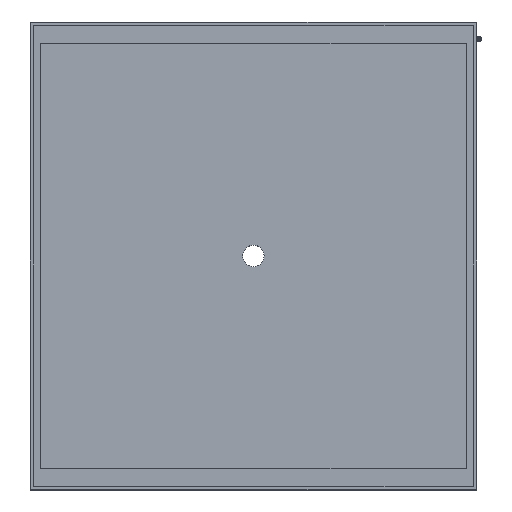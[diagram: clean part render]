
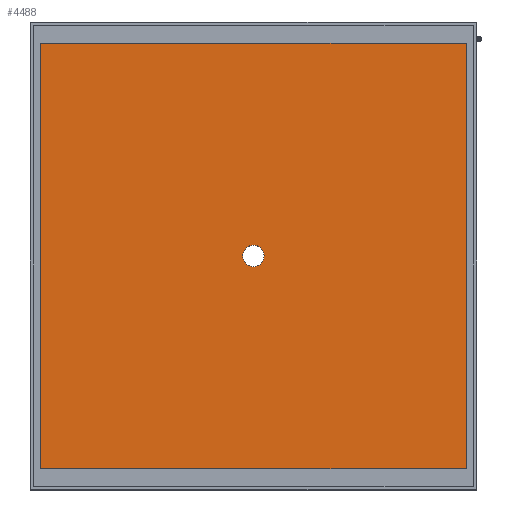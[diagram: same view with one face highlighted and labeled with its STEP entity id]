
A CAD part, top view. The second image highlights one B-rep face of the part: STEP entity #4488.
In plain terms, the highlighted planar face has unit normal (0, 0, 1).
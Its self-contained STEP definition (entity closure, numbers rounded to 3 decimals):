
#1883=CIRCLE('',#4226,20.);
#2007=ORIENTED_EDGE('',*,*,#2624,.T.);
#2008=ORIENTED_EDGE('',*,*,#2625,.T.);
#2009=ORIENTED_EDGE('',*,*,#2626,.T.);
#2010=ORIENTED_EDGE('',*,*,#2627,.T.);
#2011=ORIENTED_EDGE('',*,*,#2623,.F.);
#2320=VECTOR('',#3274,1.);
#2321=VECTOR('',#3275,1.);
#2322=VECTOR('',#3276,1.);
#2323=VECTOR('',#3277,1.);
#2384=LINE('',#3811,#2320);
#2385=LINE('',#3813,#2321);
#2386=LINE('',#3815,#2322);
#2387=LINE('',#3816,#2323);
#2461=VERTEX_POINT('',#3806);
#2462=VERTEX_POINT('',#3809);
#2463=VERTEX_POINT('',#3810);
#2464=VERTEX_POINT('',#3812);
#2465=VERTEX_POINT('',#3814);
#2623=EDGE_CURVE('',#2461,#2461,#1883,.T.);
#2624=EDGE_CURVE('',#2462,#2463,#2384,.T.);
#2625=EDGE_CURVE('',#2463,#2464,#2385,.T.);
#2626=EDGE_CURVE('',#2464,#2465,#2386,.T.);
#2627=EDGE_CURVE('',#2465,#2462,#2387,.T.);
#2788=EDGE_LOOP('',(#2007,#2008,#2009,#2010));
#2789=EDGE_LOOP('',(#2011));
#3004=FACE_BOUND('',#2788,.T.);
#3005=FACE_BOUND('',#2789,.T.);
#3270=DIRECTION('',(0.,0.,1.));
#3271=DIRECTION('',(0.,20.,0.));
#3272=DIRECTION('',(0.,0.,1.));
#3273=DIRECTION('',(0.,-1.,0.));
#3274=DIRECTION('',(-800.,0.,0.));
#3275=DIRECTION('',(0.,-800.,0.));
#3276=DIRECTION('',(800.,0.,0.));
#3277=DIRECTION('',(0.,800.,0.));
#3806=CARTESIAN_POINT('',(420.,460.,18.8));
#3807=CARTESIAN_POINT('',(420.,440.,18.8));
#3808=CARTESIAN_POINT('',(820.,840.,18.8));
#3809=CARTESIAN_POINT('',(820.,840.,18.8));
#3810=CARTESIAN_POINT('',(20.,840.,18.8));
#3811=CARTESIAN_POINT('',(820.,840.,18.8));
#3812=CARTESIAN_POINT('',(20.,40.,18.8));
#3813=CARTESIAN_POINT('',(20.,840.,18.8));
#3814=CARTESIAN_POINT('',(820.,40.,18.8));
#3815=CARTESIAN_POINT('',(20.,40.,18.8));
#3816=CARTESIAN_POINT('',(820.,40.,18.8));
#4226=AXIS2_PLACEMENT_3D('',#3807,#3270,#3271);
#4227=AXIS2_PLACEMENT_3D('',#3808,#3272,#3273);
#4443=PLANE('',#4227);
#4488=ADVANCED_FACE('',(#3004,#3005),#4443,.T.);
